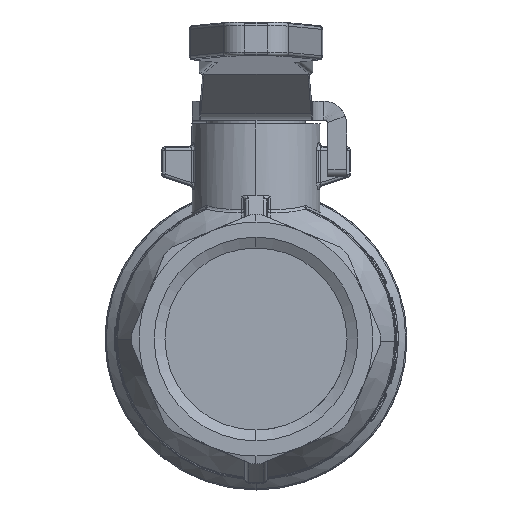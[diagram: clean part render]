
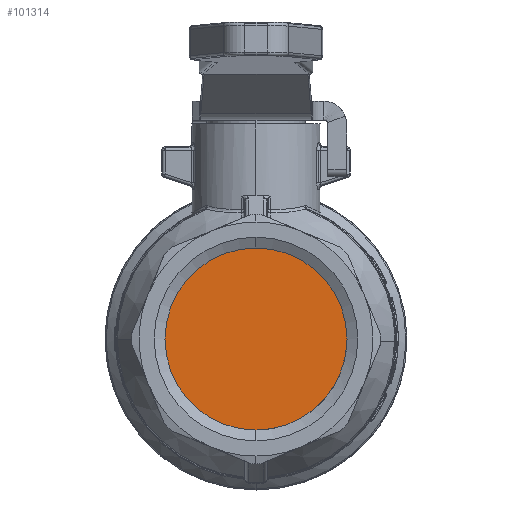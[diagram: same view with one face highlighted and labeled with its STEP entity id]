
A CAD part, left-side view. The second image highlights one B-rep face of the part: STEP entity #101314.
In plain terms, the highlighted planar face has unit normal (-1, 0, 0).
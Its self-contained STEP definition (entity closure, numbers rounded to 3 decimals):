
#12604=CARTESIAN_POINT('',(-17.5,-0.,-12.059));
#12605=VERTEX_POINT('',#12604);
#12614=CARTESIAN_POINT('',(-17.5,0.,0.));
#12615=DIRECTION('',(-1.,-0.,-0.));
#12616=DIRECTION('',(0.,0.,-1.));
#12617=AXIS2_PLACEMENT_3D('',#12614,#12615,#12616);
#12618=CIRCLE('',#12617,12.059);
#12619=EDGE_CURVE('',#12605,#12605,#12618,.T.);
#101306=CARTESIAN_POINT('',(-17.5,0.,10.779));
#101307=DIRECTION('',(1.,0.,0.));
#101308=DIRECTION('',(0.,1.,0.));
#101309=AXIS2_PLACEMENT_3D('',#101306,#101307,#101308);
#101310=PLANE('',#101309);
#101311=ORIENTED_EDGE('',*,*,#12619,.T.);
#101312=EDGE_LOOP('',(#101311));
#101313=FACE_BOUND('',#101312,.T.);
#101314=ADVANCED_FACE('',(#101313),#101310,.F.);
